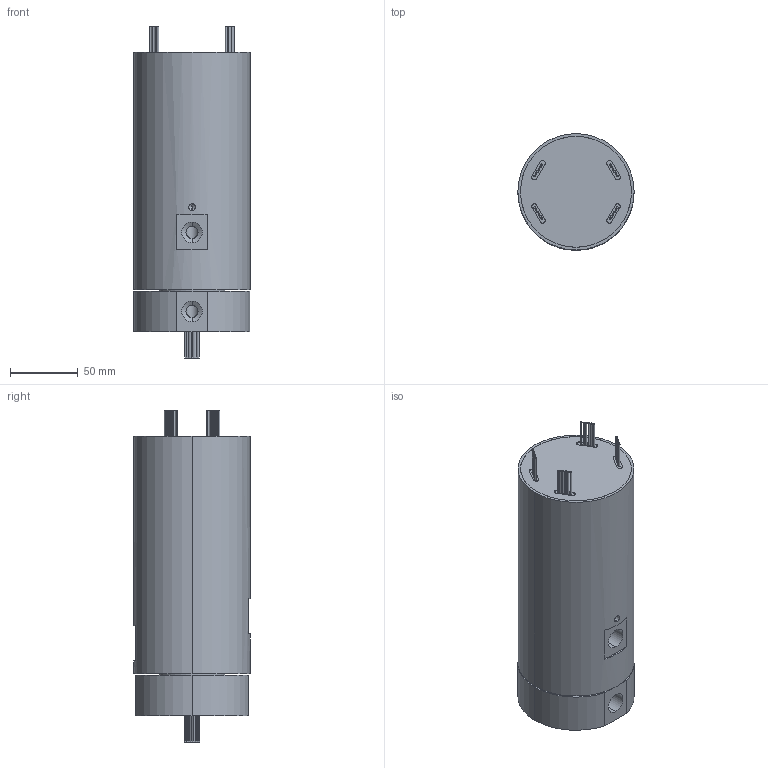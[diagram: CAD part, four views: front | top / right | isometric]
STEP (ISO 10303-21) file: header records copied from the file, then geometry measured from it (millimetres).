
FILE_DESCRIPTION (( 'STEP AP203' ), '1' );
FILE_NAME ('MK23-P2410.STEP', '2020-07-24T02:03:52', ( 'gongcheng1' ), ( '' ), 'SwSTEP 2.0', 'SolidWorks 2014', '' );
FILE_SCHEMA (( 'CONFIG_CONTROL_DESIGN' ));
Length unit declared in the file: millimetre
Products named in the file (1): MK23-P2410
Bounding box: 86 x 86 x 245.4 mm (x, y, z)
Volume: 1172294.2 mm3; surface area: 92076.9 mm2
Topology: 1 solids, 1 shells, 256 faces, 549 edges, 348 vertices
Faces by surface type: cylinder 157, plane 79, cone 20
Entity records: 7140 total; most frequent: DIRECTION 1329, CARTESIAN_POINT 1314, ORIENTED_EDGE 1074, AXIS2_PLACEMENT_3D 555, EDGE_CURVE 537, VERTEX_POINT 348, EDGE_LOOP 325, CIRCLE 298
